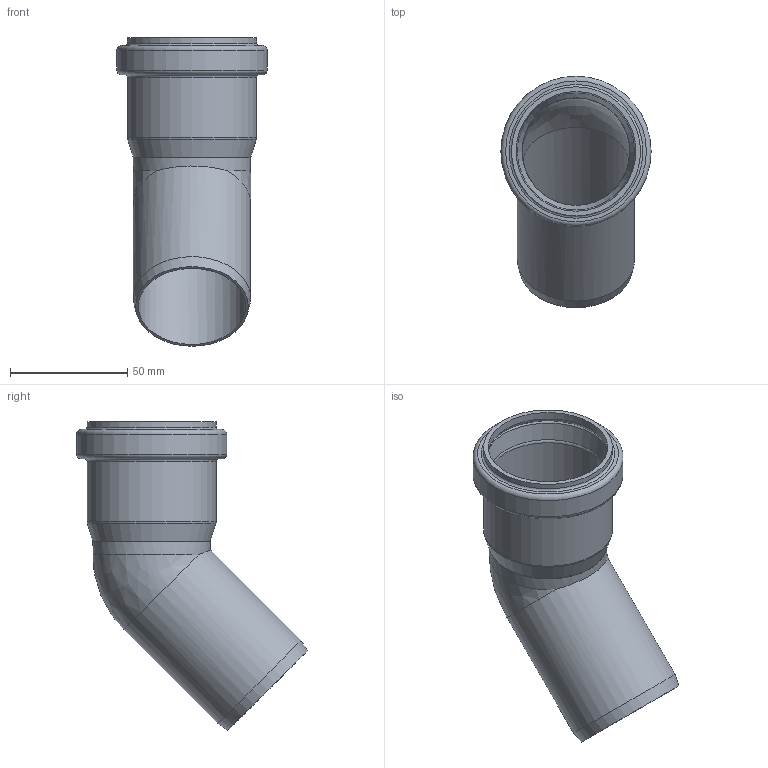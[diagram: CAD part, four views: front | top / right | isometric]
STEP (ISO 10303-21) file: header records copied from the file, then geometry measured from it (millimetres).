
FILE_DESCRIPTION(/* description */ (''),/* implementation_level */ '2;1');
FILE_NAME(/* name */ 'HT-50-45°-3-66.stp',/* time_stamp */ '2018-11-10T05:50:32+01:00',/* author */ ('wolf_'),/* organization */ (''),/* preprocessor_version */ 'ST-DEVELOPER v16.5',/* originating_system */ 'Autodesk Inventor 2017',/* authorisation */ '');
FILE_SCHEMA (('AUTOMOTIVE_DESIGN { 1 0 10303 214 3 1 1 }'));
Length unit declared in the file: millimetre
Products named in the file (3): 3-66; 3-64; 3-65
Assembly tree (2 placements, depth 2):
  3-66
    3-64
    3-65
Bounding box: 64 x 98.47 x 131.47 mm (x, y, z)
Volume: 52096.8 mm3; surface area: 50107.3 mm2
Topology: 2 solids, 2 shells, 43 faces, 89 edges, 50 vertices
Faces by surface type: torus 16, cylinder 12, plane 8, cone 5, bspline 2
Full cylindrical faces by diameter (mm): 45.809 x2, 50 x2, 51 x2, 53 x1, 55 x2, 60 x2, 64 x1
Entity records: 1018 total; most frequent: CARTESIAN_POINT 188, DIRECTION 182, AXIS2_PLACEMENT_3D 91, ORIENTED_EDGE 90, EDGE_LOOP 84, EDGE_CURVE 45, FACE_OUTER_BOUND 43, CIRCLE 43
